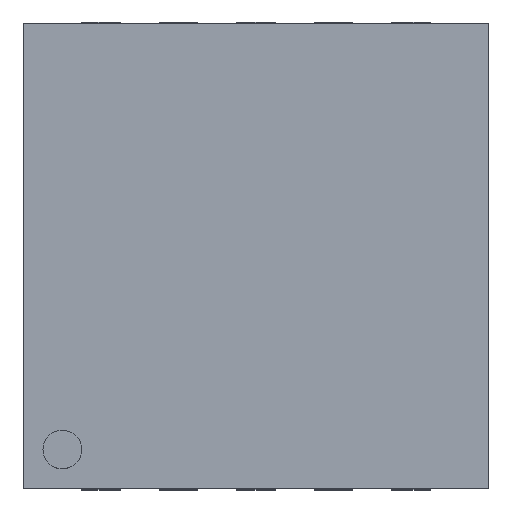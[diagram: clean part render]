
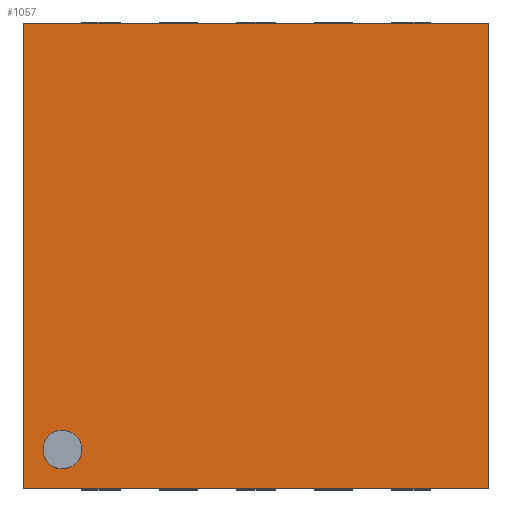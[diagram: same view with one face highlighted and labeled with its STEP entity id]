
A CAD part, top view. The second image highlights one B-rep face of the part: STEP entity #1057.
In plain terms, the highlighted planar face has unit normal (0, 0, 1).
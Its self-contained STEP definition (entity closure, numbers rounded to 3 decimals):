
#6 = FACE_OUTER_BOUND ( 'NONE', #1054, .T. ) ;
#24 = CARTESIAN_POINT ( 'NONE',  ( 0., 0., 0.75 ) ) ;
#151 = LINE ( 'NONE', #2142, #1097 ) ;
#202 = VERTEX_POINT ( 'NONE', #1917 ) ;
#212 = PLANE ( 'NONE',  #1589 ) ;
#257 = VECTOR ( 'NONE', #2601, 1000. ) ;
#313 = DIRECTION ( 'NONE',  ( 0., -1., 0. ) ) ;
#545 = DIRECTION ( 'NONE',  ( 0., 0., 1. ) ) ;
#606 = CARTESIAN_POINT ( 'NONE',  ( -1.5, 1.5, 0.75 ) ) ;
#657 = CARTESIAN_POINT ( 'NONE',  ( 1.5, -1.5, 0.75 ) ) ;
#749 = ORIENTED_EDGE ( 'NONE', *, *, #2451, .F. ) ;
#915 = DIRECTION ( 'NONE',  ( -1., 0., 0. ) ) ;
#920 = VECTOR ( 'NONE', #915, 1000. ) ;
#1054 = EDGE_LOOP ( 'NONE', ( #2972, #1339, #2833, #749 ) ) ;
#1057 = ADVANCED_FACE ( 'NONE', ( #6 ), #212, .T. ) ;
#1097 = VECTOR ( 'NONE', #313, 1000. ) ;
#1339 = ORIENTED_EDGE ( 'NONE', *, *, #1769, .F. ) ;
#1505 = LINE ( 'NONE', #3157, #1628 ) ;
#1542 = EDGE_CURVE ( 'NONE', #2327, #1672, #2323, .T. ) ;
#1589 = AXIS2_PLACEMENT_3D ( 'NONE', #24, #545, #1871 ) ;
#1628 = VECTOR ( 'NONE', #2894, 1000. ) ;
#1672 = VERTEX_POINT ( 'NONE', #606 ) ;
#1769 = EDGE_CURVE ( 'NONE', #1850, #2327, #2565, .T. ) ;
#1850 = VERTEX_POINT ( 'NONE', #657 ) ;
#1871 = DIRECTION ( 'NONE',  ( 1., 0., 0. ) ) ;
#1915 = CARTESIAN_POINT ( 'NONE',  ( -1.5, -1.5, 0.75 ) ) ;
#1917 = CARTESIAN_POINT ( 'NONE',  ( 1.5, 1.5, 0.75 ) ) ;
#2021 = CARTESIAN_POINT ( 'NONE',  ( -1.5, -1.5, 0.75 ) ) ;
#2142 = CARTESIAN_POINT ( 'NONE',  ( 1.5, -1.5, 0.75 ) ) ;
#2323 = LINE ( 'NONE', #2536, #257 ) ;
#2327 = VERTEX_POINT ( 'NONE', #2021 ) ;
#2451 = EDGE_CURVE ( 'NONE', #1672, #202, #1505, .T. ) ;
#2536 = CARTESIAN_POINT ( 'NONE',  ( -1.5, 1.5, 0.75 ) ) ;
#2565 = LINE ( 'NONE', #1915, #920 ) ;
#2601 = DIRECTION ( 'NONE',  ( 0., 1., 0. ) ) ;
#2833 = ORIENTED_EDGE ( 'NONE', *, *, #3187, .F. ) ;
#2894 = DIRECTION ( 'NONE',  ( 1., 0., 0. ) ) ;
#2972 = ORIENTED_EDGE ( 'NONE', *, *, #1542, .F. ) ;
#3157 = CARTESIAN_POINT ( 'NONE',  ( 1.5, 1.5, 0.75 ) ) ;
#3187 = EDGE_CURVE ( 'NONE', #202, #1850, #151, .T. ) ;
